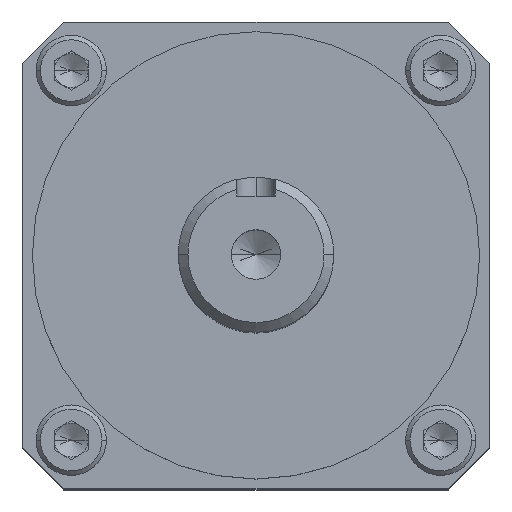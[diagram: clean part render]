
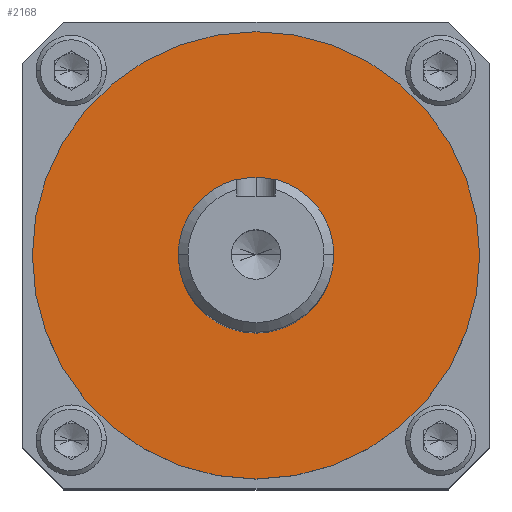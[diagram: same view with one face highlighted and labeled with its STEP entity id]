
A CAD part, top view. The second image highlights one B-rep face of the part: STEP entity #2168.
In plain terms, the highlighted planar face has unit normal (0, 0, 1).
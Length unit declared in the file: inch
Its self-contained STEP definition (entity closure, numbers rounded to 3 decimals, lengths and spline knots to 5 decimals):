
#8 = CARTESIAN_POINT ( 'NONE',  ( 0., 0., 0. ) ) ;
#31 = PLANE ( 'NONE',  #3338 ) ;
#33 = DIRECTION ( 'NONE',  ( 0., 0., 1. ) ) ;
#144 = DIRECTION ( 'NONE',  ( -1., 0., 0. ) ) ;
#309 = DIRECTION ( 'NONE',  ( 1., 0., 0. ) ) ;
#341 = CIRCLE ( 'NONE', #1708, 0.25 ) ;
#364 = CARTESIAN_POINT ( 'NONE',  ( 0., 0., 0. ) ) ;
#661 = DIRECTION ( 'NONE',  ( -1., 0., 0. ) ) ;
#696 = DIRECTION ( 'NONE',  ( 0., 0., 1. ) ) ;
#725 = CARTESIAN_POINT ( 'NONE',  ( 0., 0., 0. ) ) ;
#919 = VERTEX_POINT ( 'NONE', #1784 ) ;
#1089 = FACE_OUTER_BOUND ( 'NONE', #2648, .T. ) ;
#1139 = FACE_BOUND ( 'NONE', #2693, .T. ) ;
#1227 = EDGE_CURVE ( 'NONE', #3457, #3507, #341, .T. ) ;
#1486 = CIRCLE ( 'NONE', #3909, 0.71875 ) ;
#1638 = DIRECTION ( 'NONE',  ( 0., 0., 1. ) ) ;
#1708 = AXIS2_PLACEMENT_3D ( 'NONE', #3702, #1638, #3407 ) ;
#1784 = CARTESIAN_POINT ( 'NONE',  ( -0.71875, 0., 0. ) ) ;
#1900 = CARTESIAN_POINT ( 'NONE',  ( -0.25, 0., 0. ) ) ;
#1901 = ORIENTED_EDGE ( 'NONE', *, *, #3618, .F. ) ;
#2004 = EDGE_CURVE ( 'NONE', #3855, #919, #1486, .T. ) ;
#2168 = ADVANCED_FACE ( 'NONE', ( #1089, #1139 ), #31, .F. ) ;
#2243 = CIRCLE ( 'NONE', #2765, 0.25 ) ;
#2359 = ORIENTED_EDGE ( 'NONE', *, *, #2004, .T. ) ;
#2648 = EDGE_LOOP ( 'NONE', ( #2359, #3206 ) ) ;
#2667 = CARTESIAN_POINT ( 'NONE',  ( 0.25, 0., 0. ) ) ;
#2693 = EDGE_LOOP ( 'NONE', ( #1901, #2782 ) ) ;
#2738 = CIRCLE ( 'NONE', #3382, 0.71875 ) ;
#2765 = AXIS2_PLACEMENT_3D ( 'NONE', #725, #696, #661 ) ;
#2782 = ORIENTED_EDGE ( 'NONE', *, *, #1227, .F. ) ;
#3206 = ORIENTED_EDGE ( 'NONE', *, *, #3269, .T. ) ;
#3237 = DIRECTION ( 'NONE',  ( 1., 0., 0. ) ) ;
#3269 = EDGE_CURVE ( 'NONE', #919, #3855, #2738, .T. ) ;
#3281 = DIRECTION ( 'NONE',  ( 0., 0., 1. ) ) ;
#3315 = CARTESIAN_POINT ( 'NONE',  ( 0., 0., 0. ) ) ;
#3338 = AXIS2_PLACEMENT_3D ( 'NONE', #8, #3880, #144 ) ;
#3382 = AXIS2_PLACEMENT_3D ( 'NONE', #364, #33, #309 ) ;
#3407 = DIRECTION ( 'NONE',  ( -1., 0., 0. ) ) ;
#3457 = VERTEX_POINT ( 'NONE', #2667 ) ;
#3507 = VERTEX_POINT ( 'NONE', #1900 ) ;
#3531 = CARTESIAN_POINT ( 'NONE',  ( 0.71875, 0., 0. ) ) ;
#3618 = EDGE_CURVE ( 'NONE', #3507, #3457, #2243, .T. ) ;
#3702 = CARTESIAN_POINT ( 'NONE',  ( 0., 0., 0. ) ) ;
#3855 = VERTEX_POINT ( 'NONE', #3531 ) ;
#3880 = DIRECTION ( 'NONE',  ( 0., 0., -1. ) ) ;
#3909 = AXIS2_PLACEMENT_3D ( 'NONE', #3315, #3281, #3237 ) ;
